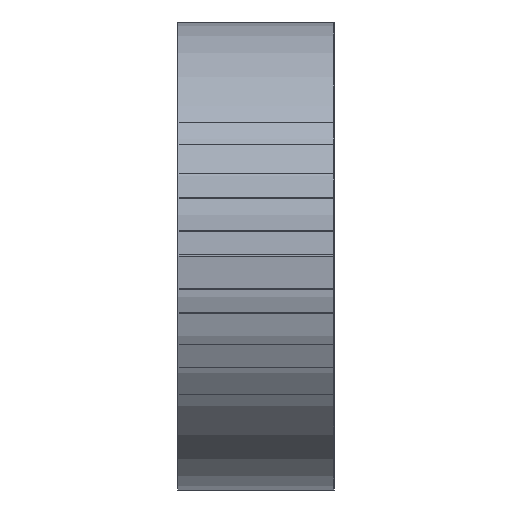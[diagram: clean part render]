
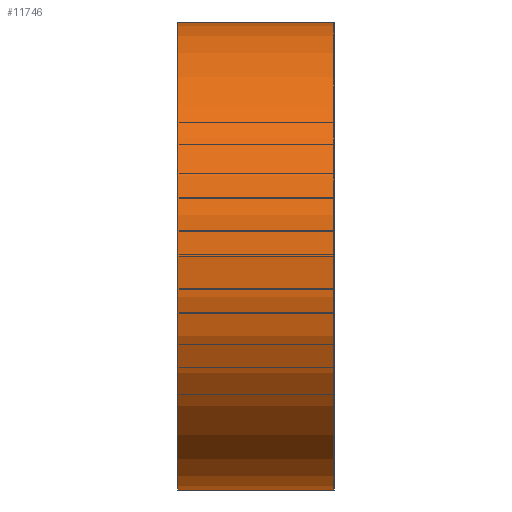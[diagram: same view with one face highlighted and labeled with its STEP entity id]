
A CAD part, left-side view. The second image highlights one B-rep face of the part: STEP entity #11746.
In plain terms, the highlighted cylindrical face has radius 38.1 mm (diameter 76.2 mm), a partial arc.
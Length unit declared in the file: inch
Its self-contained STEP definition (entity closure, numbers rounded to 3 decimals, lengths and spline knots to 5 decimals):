
#114 = DIRECTION ( 'NONE',  ( 0., 1., 0. ) ) ;
#871 = DIRECTION ( 'NONE',  ( 0., -1., 0. ) ) ;
#1005 = VERTEX_POINT ( 'NONE', #22751 ) ;
#2793 = CIRCLE ( 'NONE', #7951, 1.5 ) ;
#2877 = CYLINDRICAL_SURFACE ( 'NONE', #3389, 1.5 ) ;
#3389 = AXIS2_PLACEMENT_3D ( 'NONE', #9030, #28072, #11428 ) ;
#3407 = EDGE_LOOP ( 'NONE', ( #24853, #12571, #6357, #28269 ) ) ;
#3638 = CARTESIAN_POINT ( 'NONE',  ( -9.55006, 0., 0. ) ) ;
#5528 = VERTEX_POINT ( 'NONE', #24479 ) ;
#6032 = DIRECTION ( 'NONE',  ( 0., 0., 1. ) ) ;
#6357 = ORIENTED_EDGE ( 'NONE', *, *, #14996, .F. ) ;
#7951 = AXIS2_PLACEMENT_3D ( 'NONE', #3638, #20408, #6032 ) ;
#8569 = EDGE_CURVE ( 'NONE', #18951, #1005, #10499, .T. ) ;
#9030 = CARTESIAN_POINT ( 'NONE',  ( -9.55006, 1., 0. ) ) ;
#10499 = LINE ( 'NONE', #22442, #16115 ) ;
#11428 = DIRECTION ( 'NONE',  ( 0., 0., -1. ) ) ;
#11746 = ADVANCED_FACE ( 'NONE', ( #21999 ), #2877, .T. ) ;
#12571 = ORIENTED_EDGE ( 'NONE', *, *, #8569, .F. ) ;
#14472 = CARTESIAN_POINT ( 'NONE',  ( -9.55006, 1., 0. ) ) ;
#14996 = EDGE_CURVE ( 'NONE', #23863, #18951, #17265, .T. ) ;
#15524 = AXIS2_PLACEMENT_3D ( 'NONE', #14472, #114, #16868 ) ;
#16115 = VECTOR ( 'NONE', #871, 39.37008 ) ;
#16606 = EDGE_CURVE ( 'NONE', #23863, #5528, #22842, .T. ) ;
#16868 = DIRECTION ( 'NONE',  ( 0., 0., 1. ) ) ;
#16974 = DIRECTION ( 'NONE',  ( 0., -1., 0. ) ) ;
#17265 = CIRCLE ( 'NONE', #15524, 1.5 ) ;
#18951 = VERTEX_POINT ( 'NONE', #28731 ) ;
#20408 = DIRECTION ( 'NONE',  ( 0., 1., 0. ) ) ;
#21339 = VECTOR ( 'NONE', #16974, 39.37008 ) ;
#21698 = CARTESIAN_POINT ( 'NONE',  ( -9.55006, 1., -1.5 ) ) ;
#21999 = FACE_OUTER_BOUND ( 'NONE', #3407, .T. ) ;
#22442 = CARTESIAN_POINT ( 'NONE',  ( -9.55006, 1., 1.5 ) ) ;
#22751 = CARTESIAN_POINT ( 'NONE',  ( -9.55006, 0., 1.5 ) ) ;
#22842 = LINE ( 'NONE', #21698, #21339 ) ;
#23863 = VERTEX_POINT ( 'NONE', #25670 ) ;
#24479 = CARTESIAN_POINT ( 'NONE',  ( -9.55006, 0., -1.5 ) ) ;
#24853 = ORIENTED_EDGE ( 'NONE', *, *, #29385, .T. ) ;
#25670 = CARTESIAN_POINT ( 'NONE',  ( -9.55006, 1., -1.5 ) ) ;
#28072 = DIRECTION ( 'NONE',  ( 0., -1., 0. ) ) ;
#28269 = ORIENTED_EDGE ( 'NONE', *, *, #16606, .T. ) ;
#28731 = CARTESIAN_POINT ( 'NONE',  ( -9.55006, 1., 1.5 ) ) ;
#29385 = EDGE_CURVE ( 'NONE', #5528, #1005, #2793, .T. ) ;
